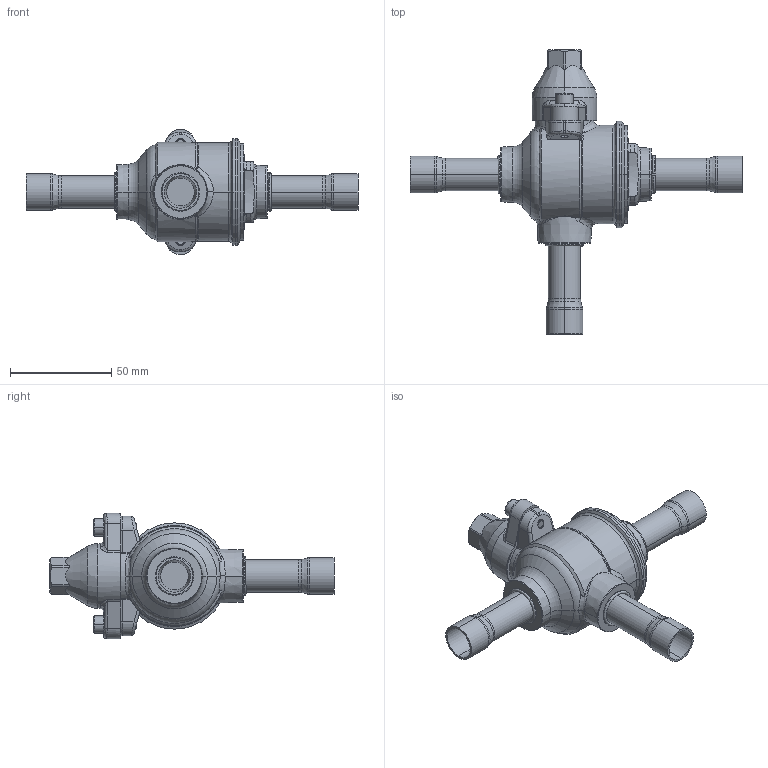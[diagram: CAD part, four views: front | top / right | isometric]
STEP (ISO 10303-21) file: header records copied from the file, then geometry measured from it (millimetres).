
FILE_DESCRIPTION((''),'2;1');
FILE_NAME('601017414_ASM','2018-11-22T',('argeopr'),(''),'CREO PARAMETRIC BY PTC INC, 2016260','CREO PARAMETRIC BY PTC INC, 2016260','');
FILE_SCHEMA(('CONFIG_CONTROL_DESIGN'));
Length unit declared in the file: millimetre
Products named in the file (14): 610607467; 612502147; 610617001; 610621478_ASM; 611213109; 602399717_ASM; 610601297; 610621488_ASM; 612217023; 610618130; 602399196_ASM; 610601339; 612222014; 601017414_ASM
Assembly tree (18 placements, depth 4):
  601017414_ASM
    602399196_ASM
      610621478_ASM
        610607467
        612502147  x2
        610617001  x2
      602399717_ASM
        611213109
      610621488_ASM
        610601297
        612502147
        610617001
      612217023
      610618130
    610601339
    612222014  x2
Bounding box: 164 x 140.3 x 62 mm (x, y, z)
Volume: 172200.3 mm3; surface area: 49696.4 mm2
Topology: 14 solids, 14 shells, 461 faces, 1089 edges, 668 vertices
Faces by surface type: cylinder 150, plane 110, cone 81, bspline 76, torus 44
Entity records: 16447 total; most frequent: CARTESIAN_POINT 7439, ORIENTED_EDGE 1882, DIRECTION 1795, EDGE_CURVE 941, AXIS2_PLACEMENT_3D 751, VERTEX_POINT 582, EDGE_LOOP 419, FACE_OUTER_BOUND 391
